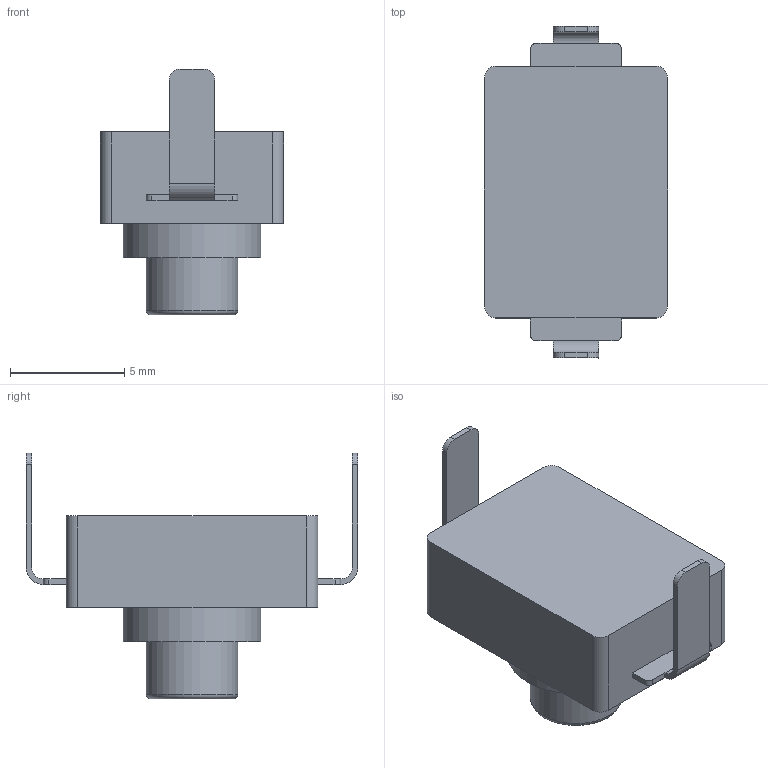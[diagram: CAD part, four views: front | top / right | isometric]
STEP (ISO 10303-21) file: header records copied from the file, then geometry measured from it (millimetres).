
FILE_DESCRIPTION(/* description */ (''),/* implementation_level */ '2;1');
FILE_NAME(/* name */ 'Power Switch.step',/* time_stamp */ '2020-01-29T11:54:23+00:00',/* author */ (''),/* organization */ (''),/* preprocessor_version */ 'ST-DEVELOPER v18',/* originating_system */ 'Autodesk Translation Framework v8.12.0.6',/* authorisation */ '');
FILE_SCHEMA (('AUTOMOTIVE_DESIGN { 1 0 10303 214 3 1 1 }'));
Length unit declared in the file: millimetre
Products named in the file (1): Power Switch
Bounding box: 8 x 14.5 x 10.75 mm (x, y, z)
Volume: 432.8 mm3; surface area: 456.7 mm2
Topology: 3 solids, 3 shells, 51 faces, 122 edges, 79 vertices
Faces by surface type: plane 32, cylinder 18, torus 1
Full cylindrical faces by diameter (mm): 4 x1, 6 x1
Entity records: 1525 total; most frequent: DIRECTION 266, CARTESIAN_POINT 253, ORIENTED_EDGE 244, EDGE_CURVE 122, AXIS2_PLACEMENT_3D 92, LINE 82, VECTOR 82, VERTEX_POINT 79
